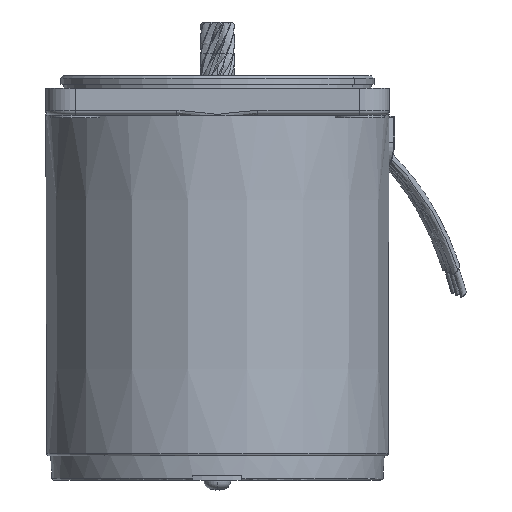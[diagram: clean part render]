
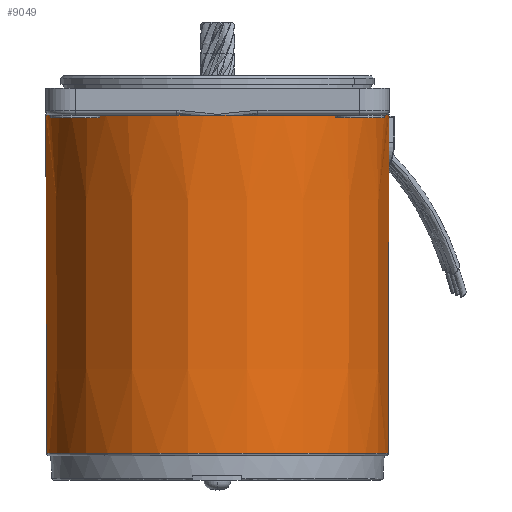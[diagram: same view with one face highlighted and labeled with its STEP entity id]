
A CAD part, left-side view. The second image highlights one B-rep face of the part: STEP entity #9049.
In plain terms, the highlighted conical face has half-angle 0.1 degrees and reference radius 34.869 mm.
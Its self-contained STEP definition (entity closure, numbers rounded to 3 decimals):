
#8945 = VERTEX_POINT ( 'NONE', #14003 ) ;
#8955 = ORIENTED_EDGE ( 'NONE', *, *, #9031, .T. ) ;
#8956 = ORIENTED_EDGE ( 'NONE', *, *, #8970, .T. ) ;
#8958 = EDGE_CURVE ( 'NONE', #9098, #9040, #13962, .T. ) ;
#8961 = VERTEX_POINT ( 'NONE', #14030 ) ;
#8966 = EDGE_CURVE ( 'NONE', #8975, #8945, #14022, .T. ) ;
#8970 = EDGE_CURVE ( 'NONE', #9040, #8945, #14041, .T. ) ;
#8973 = ORIENTED_EDGE ( 'NONE', *, *, #9066, .T. ) ;
#8975 = VERTEX_POINT ( 'NONE', #14053 ) ;
#9028 = EDGE_CURVE ( 'NONE', #9030, #9098, #14141, .T. ) ;
#9029 = ORIENTED_EDGE ( 'NONE', *, *, #9028, .T. ) ;
#9030 = VERTEX_POINT ( 'NONE', #14163 ) ;
#9031 = EDGE_CURVE ( 'NONE', #9062, #8961, #14153, .T. ) ;
#9032 = ORIENTED_EDGE ( 'NONE', *, *, #9041, .T. ) ;
#9040 = VERTEX_POINT ( 'NONE', #14190 ) ;
#9041 = EDGE_CURVE ( 'NONE', #9092, #9062, #14186, .T. ) ;
#9042 = ORIENTED_EDGE ( 'NONE', *, *, #9099, .T. ) ;
#9043 = ORIENTED_EDGE ( 'NONE', *, *, #8966, .F. ) ;
#9049 = ADVANCED_FACE ( 'NONE', ( #14297 ), #14296, .T. ) ;
#9062 = VERTEX_POINT ( 'NONE', #14278 ) ;
#9066 = EDGE_CURVE ( 'NONE', #8975, #9092, #14268, .T. ) ;
#9073 = ORIENTED_EDGE ( 'NONE', *, *, #8958, .T. ) ;
#9092 = VERTEX_POINT ( 'NONE', #14365 ) ;
#9098 = VERTEX_POINT ( 'NONE', #14372 ) ;
#9099 = EDGE_CURVE ( 'NONE', #8961, #9030, #14389, .T. ) ;
#9100 = EDGE_LOOP ( 'NONE', ( #8973, #9032, #8955, #9042, #9029, #9073, #8956, #9043 ) ) ;
#13962 = CIRCLE ( 'NONE', #14043, 34.99 ) ;
#14003 = CARTESIAN_POINT ( 'NONE',  ( 34.99, 0., -6. ) ) ;
#14022 = LINE ( 'NONE', #14090, #14089 ) ;
#14030 = CARTESIAN_POINT ( 'NONE',  ( -34., 8.262, -6. ) ) ;
#14031 = CARTESIAN_POINT ( 'NONE',  ( 0., 0., -6. ) ) ;
#14037 = DIRECTION ( 'NONE',  ( -1., 0., 0. ) ) ;
#14038 = DIRECTION ( 'NONE',  ( 0., 0., -1. ) ) ;
#14041 = CIRCLE ( 'NONE', #14087, 34.99 ) ;
#14043 = AXIS2_PLACEMENT_3D ( 'NONE', #14052, #14038, #14037 ) ;
#14052 = CARTESIAN_POINT ( 'NONE',  ( 0., 0., -6. ) ) ;
#14053 = CARTESIAN_POINT ( 'NONE',  ( 34.869, 0., -75.001 ) ) ;
#14085 = DIRECTION ( 'NONE',  ( -1., 0., 0. ) ) ;
#14086 = DIRECTION ( 'NONE',  ( 0., 0., -1. ) ) ;
#14087 = AXIS2_PLACEMENT_3D ( 'NONE', #14031, #14086, #14085 ) ;
#14088 = DIRECTION ( 'NONE',  ( 0.002, 0., 1. ) ) ;
#14089 = VECTOR ( 'NONE', #14088, 1000. ) ;
#14090 = CARTESIAN_POINT ( 'NONE',  ( 34.869, 0., -75.001 ) ) ;
#14141 = CIRCLE ( 'NONE', #14165, 34.99 ) ;
#14153 = CIRCLE ( 'NONE', #14160, 34.99 ) ;
#14160 = AXIS2_PLACEMENT_3D ( 'NONE', #14164, #14203, #14202 ) ;
#14162 = CARTESIAN_POINT ( 'NONE',  ( 0., 0., -6. ) ) ;
#14163 = CARTESIAN_POINT ( 'NONE',  ( -8.262, 34., -6. ) ) ;
#14164 = CARTESIAN_POINT ( 'NONE',  ( 0., 0., -6. ) ) ;
#14165 = AXIS2_PLACEMENT_3D ( 'NONE', #14162, #14176, #14206 ) ;
#14176 = DIRECTION ( 'NONE',  ( 0., 0., -1. ) ) ;
#14183 = DIRECTION ( 'NONE',  ( -0.002, 0., 1. ) ) ;
#14184 = VECTOR ( 'NONE', #14183, 1000. ) ;
#14185 = CARTESIAN_POINT ( 'NONE',  ( -34.869, 0., -75.001 ) ) ;
#14186 = LINE ( 'NONE', #14185, #14184 ) ;
#14190 = CARTESIAN_POINT ( 'NONE',  ( 34., 8.262, -6. ) ) ;
#14202 = DIRECTION ( 'NONE',  ( -1., 0., 0. ) ) ;
#14203 = DIRECTION ( 'NONE',  ( 0., 0., -1. ) ) ;
#14206 = DIRECTION ( 'NONE',  ( -1., 0., 0. ) ) ;
#14268 = CIRCLE ( 'NONE', #14320, 34.869 ) ;
#14273 = CARTESIAN_POINT ( 'NONE',  ( 0., 0., -75.001 ) ) ;
#14278 = CARTESIAN_POINT ( 'NONE',  ( -34.99, 0., -6. ) ) ;
#14281 = DIRECTION ( 'NONE',  ( 1., 0., 0. ) ) ;
#14286 = CARTESIAN_POINT ( 'NONE',  ( 0., 0., -75.001 ) ) ;
#14288 = AXIS2_PLACEMENT_3D ( 'NONE', #14286, #14293, #14281 ) ;
#14293 = DIRECTION ( 'NONE',  ( 0., 0., 1. ) ) ;
#14296 = CONICAL_SURFACE ( 'NONE', #14288, 34.869, 0.002 ) ;
#14297 = FACE_OUTER_BOUND ( 'NONE', #9100, .T. ) ;
#14318 = DIRECTION ( 'NONE',  ( 1., 0., 0. ) ) ;
#14319 = DIRECTION ( 'NONE',  ( 0., 0., 1. ) ) ;
#14320 = AXIS2_PLACEMENT_3D ( 'NONE', #14273, #14319, #14318 ) ;
#14365 = CARTESIAN_POINT ( 'NONE',  ( -34.869, 0., -75.001 ) ) ;
#14368 = DIRECTION ( 'NONE',  ( -1., 0., 0. ) ) ;
#14369 = DIRECTION ( 'NONE',  ( 0., 0., -1. ) ) ;
#14370 = CARTESIAN_POINT ( 'NONE',  ( 0., 0., -6. ) ) ;
#14372 = CARTESIAN_POINT ( 'NONE',  ( 8.262, 34., -6. ) ) ;
#14379 = AXIS2_PLACEMENT_3D ( 'NONE', #14370, #14369, #14368 ) ;
#14389 = CIRCLE ( 'NONE', #14379, 34.99 ) ;
